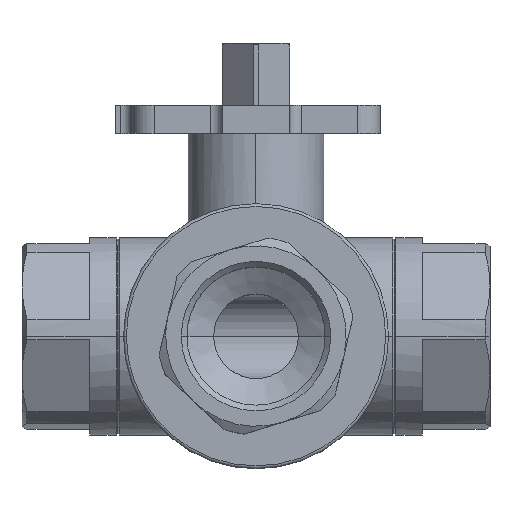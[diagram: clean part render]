
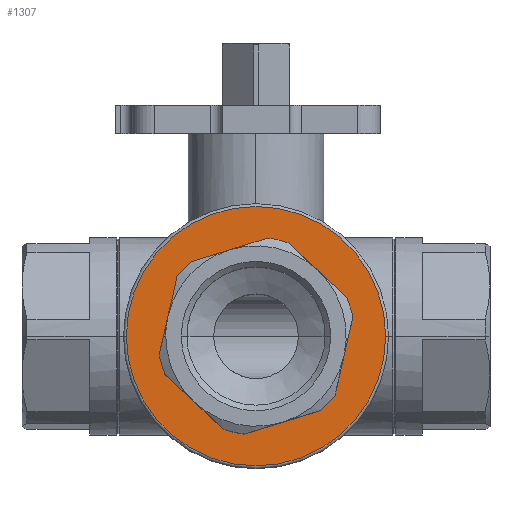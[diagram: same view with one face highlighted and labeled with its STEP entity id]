
A CAD part, top view. The second image highlights one B-rep face of the part: STEP entity #1307.
In plain terms, the highlighted planar face has unit normal (0, 0, 1).
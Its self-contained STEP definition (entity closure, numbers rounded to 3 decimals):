
#33 = AXIS2_PLACEMENT_3D ( 'NONE', #4077, #4080, #4081 ) ;
#685 = AXIS2_PLACEMENT_3D ( 'NONE', #7614, #7619, #7620 ) ;
#720 = AXIS2_PLACEMENT_3D ( 'NONE', #7377, #7378, #7379 ) ;
#767 = AXIS2_PLACEMENT_3D ( 'NONE', #6845, #6854, #6855 ) ;
#776 = AXIS2_PLACEMENT_3D ( 'NONE', #6760, #6768, #6769 ) ;
#785 = AXIS2_PLACEMENT_3D ( 'NONE', #6732, #6733, #6734 ) ;
#787 = AXIS2_PLACEMENT_3D ( 'NONE', #6714, #6723, #6724 ) ;
#788 = AXIS2_PLACEMENT_3D ( 'NONE', #6703, #6705, #6706 ) ;
#794 = EDGE_CURVE ( 'NONE', #6671, #6561, #4561, .T. ) ;
#800 = EDGE_CURVE ( 'NONE', #6581, #6387, #4570, .T. ) ;
#804 = EDGE_CURVE ( 'NONE', #6428, #6666, #4576, .T. ) ;
#814 = EDGE_CURVE ( 'NONE', #6681, #6382, #4587, .T. ) ;
#834 = EDGE_CURVE ( 'NONE', #6545, #6628, #4605, .T. ) ;
#1011 = EDGE_CURVE ( 'NONE', #6545, #6382, #4863, .T. ) ;
#1017 = EDGE_CURVE ( 'NONE', #6581, #6628, #4869, .T. ) ;
#1018 = EDGE_CURVE ( 'NONE', #6681, #6444, #4872, .T. ) ;
#1020 = EDGE_CURVE ( 'NONE', #6580, #6521, #4877, .T. ) ;
#1021 = EDGE_CURVE ( 'NONE', #6651, #6666, #4876, .T. ) ;
#1022 = EDGE_CURVE ( 'NONE', #6671, #6387, #4878, .T. ) ;
#1023 = EDGE_CURVE ( 'NONE', #6428, #6561, #4880, .T. ) ;
#1079 = EDGE_CURVE ( 'NONE', #6651, #6444, #4977, .T. ) ;
#1261 = EDGE_CURVE ( 'NONE', #6521, #6580, #5232, .T. ) ;
#1307 = ADVANCED_FACE ( 'NONE', ( #5284, #5291 ), #4078, .F. ) ;
#1389 = CARTESIAN_POINT ( 'NONE',  ( 23., 0., 28. ) ) ;
#1413 = CARTESIAN_POINT ( 'NONE',  ( -16.082, -6.9, 28. ) ) ;
#1429 = CARTESIAN_POINT ( 'NONE',  ( 5.694, 16.548, 28. ) ) ;
#1448 = CARTESIAN_POINT ( 'NONE',  ( -23., 0., 28. ) ) ;
#1449 = CARTESIAN_POINT ( 'NONE',  ( -14.016, 10.478, 28. ) ) ;
#1496 = CARTESIAN_POINT ( 'NONE',  ( -17.178, -3.342, 28. ) ) ;
#1519 = CARTESIAN_POINT ( 'NONE',  ( 14.016, -10.478, 28. ) ) ;
#1534 = CARTESIAN_POINT ( 'NONE',  ( 17.178, 3.342, 28. ) ) ;
#1539 = CARTESIAN_POINT ( 'NONE',  ( 2.066, 17.378, 28. ) ) ;
#1549 = CARTESIAN_POINT ( 'NONE',  ( -2.066, -17.378, 28. ) ) ;
#3828 = CARTESIAN_POINT ( 'NONE',  ( 0., 0., 28. ) ) ;
#3830 = DIRECTION ( 'NONE',  ( 0., 0., 1. ) ) ;
#3831 = DIRECTION ( 'NONE',  ( -1., 0., 0. ) ) ;
#4077 = CARTESIAN_POINT ( 'NONE',  ( -23.5, 0., 28. ) ) ;
#4078 = PLANE ( 'NONE',  #33 ) ;
#4080 = DIRECTION ( 'NONE',  ( 0., 0., -1. ) ) ;
#4081 = DIRECTION ( 'NONE',  ( -1., 0., 0. ) ) ;
#4163 = CARTESIAN_POINT ( 'NONE',  ( -5.694, -16.548, 28. ) ) ;
#4168 = CARTESIAN_POINT ( 'NONE',  ( -11.484, 13.205, 28. ) ) ;
#4207 = CARTESIAN_POINT ( 'NONE',  ( 16.082, 6.9, 28. ) ) ;
#4223 = CARTESIAN_POINT ( 'NONE',  ( 11.484, -13.205, 28. ) ) ;
#4416 = EDGE_LOOP ( 'NONE', ( #6252, #6251 ) ) ;
#4420 = EDGE_LOOP ( 'NONE', ( #6250, #6249, #5889, #5890, #5891, #5892, #5893, #5894, #5895, #5896, #5897, #5898 ) ) ;
#4561 = CIRCLE ( 'NONE', #788, 17.5 ) ;
#4570 = CIRCLE ( 'NONE', #787, 17.5 ) ;
#4576 = CIRCLE ( 'NONE', #785, 17.5 ) ;
#4587 = CIRCLE ( 'NONE', #776, 17.5 ) ;
#4605 = CIRCLE ( 'NONE', #767, 17.5 ) ;
#4863 = LINE ( 'NONE', #7355, #4864 ) ;
#4864 = VECTOR ( 'NONE', #7356, 1000. ) ;
#4867 = VECTOR ( 'NONE', #7371, 1000. ) ;
#4869 = LINE ( 'NONE', #7370, #4867 ) ;
#4872 = LINE ( 'NONE', #7372, #4873 ) ;
#4873 = VECTOR ( 'NONE', #7373, 1000. ) ;
#4874 = VECTOR ( 'NONE', #7380, 1000. ) ;
#4876 = LINE ( 'NONE', #7374, #4874 ) ;
#4877 = CIRCLE ( 'NONE', #720, 23. ) ;
#4878 = LINE ( 'NONE', #7381, #4879 ) ;
#4879 = VECTOR ( 'NONE', #7382, 1000. ) ;
#4880 = LINE ( 'NONE', #7383, #4882 ) ;
#4882 = VECTOR ( 'NONE', #7384, 1000. ) ;
#4977 = CIRCLE ( 'NONE', #685, 17.5 ) ;
#5232 = CIRCLE ( 'NONE', #5488, 23. ) ;
#5284 = FACE_OUTER_BOUND ( 'NONE', #4416, .T. ) ;
#5291 = FACE_BOUND ( 'NONE', #4420, .T. ) ;
#5488 = AXIS2_PLACEMENT_3D ( 'NONE', #3828, #3830, #3831 ) ;
#5889 = ORIENTED_EDGE ( 'NONE', *, *, #1079, .T. ) ;
#5890 = ORIENTED_EDGE ( 'NONE', *, *, #1018, .F. ) ;
#5891 = ORIENTED_EDGE ( 'NONE', *, *, #814, .T. ) ;
#5892 = ORIENTED_EDGE ( 'NONE', *, *, #1011, .F. ) ;
#5893 = ORIENTED_EDGE ( 'NONE', *, *, #834, .T. ) ;
#5894 = ORIENTED_EDGE ( 'NONE', *, *, #1017, .F. ) ;
#5895 = ORIENTED_EDGE ( 'NONE', *, *, #800, .T. ) ;
#5896 = ORIENTED_EDGE ( 'NONE', *, *, #1022, .F. ) ;
#5897 = ORIENTED_EDGE ( 'NONE', *, *, #794, .T. ) ;
#5898 = ORIENTED_EDGE ( 'NONE', *, *, #1023, .F. ) ;
#6249 = ORIENTED_EDGE ( 'NONE', *, *, #1021, .F. ) ;
#6250 = ORIENTED_EDGE ( 'NONE', *, *, #804, .T. ) ;
#6251 = ORIENTED_EDGE ( 'NONE', *, *, #1261, .T. ) ;
#6252 = ORIENTED_EDGE ( 'NONE', *, *, #1020, .T. ) ;
#6382 = VERTEX_POINT ( 'NONE', #4163 ) ;
#6387 = VERTEX_POINT ( 'NONE', #4168 ) ;
#6428 = VERTEX_POINT ( 'NONE', #4207 ) ;
#6444 = VERTEX_POINT ( 'NONE', #4223 ) ;
#6521 = VERTEX_POINT ( 'NONE', #1389 ) ;
#6545 = VERTEX_POINT ( 'NONE', #1413 ) ;
#6561 = VERTEX_POINT ( 'NONE', #1429 ) ;
#6580 = VERTEX_POINT ( 'NONE', #1448 ) ;
#6581 = VERTEX_POINT ( 'NONE', #1449 ) ;
#6628 = VERTEX_POINT ( 'NONE', #1496 ) ;
#6651 = VERTEX_POINT ( 'NONE', #1519 ) ;
#6666 = VERTEX_POINT ( 'NONE', #1534 ) ;
#6671 = VERTEX_POINT ( 'NONE', #1539 ) ;
#6681 = VERTEX_POINT ( 'NONE', #1549 ) ;
#6703 = CARTESIAN_POINT ( 'NONE',  ( 0., 0., 28. ) ) ;
#6705 = DIRECTION ( 'NONE',  ( 0., 0., -1. ) ) ;
#6706 = DIRECTION ( 'NONE',  ( -1., 0., 0. ) ) ;
#6714 = CARTESIAN_POINT ( 'NONE',  ( 0., 0., 28. ) ) ;
#6723 = DIRECTION ( 'NONE',  ( 0., 0., -1. ) ) ;
#6724 = DIRECTION ( 'NONE',  ( -1., 0., 0. ) ) ;
#6732 = CARTESIAN_POINT ( 'NONE',  ( 0., 0., 28. ) ) ;
#6733 = DIRECTION ( 'NONE',  ( 0., 0., -1. ) ) ;
#6734 = DIRECTION ( 'NONE',  ( -1., 0., 0. ) ) ;
#6760 = CARTESIAN_POINT ( 'NONE',  ( 0., 0., 28. ) ) ;
#6768 = DIRECTION ( 'NONE',  ( 0., 0., -1. ) ) ;
#6769 = DIRECTION ( 'NONE',  ( -1., 0., 0. ) ) ;
#6845 = CARTESIAN_POINT ( 'NONE',  ( 0., 0., 28. ) ) ;
#6854 = DIRECTION ( 'NONE',  ( 0., 0., -1. ) ) ;
#6855 = DIRECTION ( 'NONE',  ( -1., 0., 0. ) ) ;
#7355 = CARTESIAN_POINT ( 'NONE',  ( -17.657, -5.437, 28. ) ) ;
#7356 = DIRECTION ( 'NONE',  ( 0.733, -0.681, 0. ) ) ;
#7370 = CARTESIAN_POINT ( 'NONE',  ( -13.537, 12.573, 28. ) ) ;
#7371 = DIRECTION ( 'NONE',  ( -0.223, -0.975, 0. ) ) ;
#7372 = CARTESIAN_POINT ( 'NONE',  ( -4.12, -18.01, 28. ) ) ;
#7373 = DIRECTION ( 'NONE',  ( 0.956, 0.294, 0. ) ) ;
#7374 = CARTESIAN_POINT ( 'NONE',  ( 13.537, -12.573, 28. ) ) ;
#7377 = CARTESIAN_POINT ( 'NONE',  ( 0., 0., 28. ) ) ;
#7378 = DIRECTION ( 'NONE',  ( 0., 0., 1. ) ) ;
#7379 = DIRECTION ( 'NONE',  ( -1., 0., 0. ) ) ;
#7380 = DIRECTION ( 'NONE',  ( 0.223, 0.975, 0. ) ) ;
#7381 = CARTESIAN_POINT ( 'NONE',  ( 4.12, 18.01, 28. ) ) ;
#7382 = DIRECTION ( 'NONE',  ( -0.956, -0.294, 0. ) ) ;
#7383 = CARTESIAN_POINT ( 'NONE',  ( 17.657, 5.437, 28. ) ) ;
#7384 = DIRECTION ( 'NONE',  ( -0.733, 0.681, 0. ) ) ;
#7614 = CARTESIAN_POINT ( 'NONE',  ( 0., 0., 28. ) ) ;
#7619 = DIRECTION ( 'NONE',  ( 0., 0., -1. ) ) ;
#7620 = DIRECTION ( 'NONE',  ( -1., 0., 0. ) ) ;
